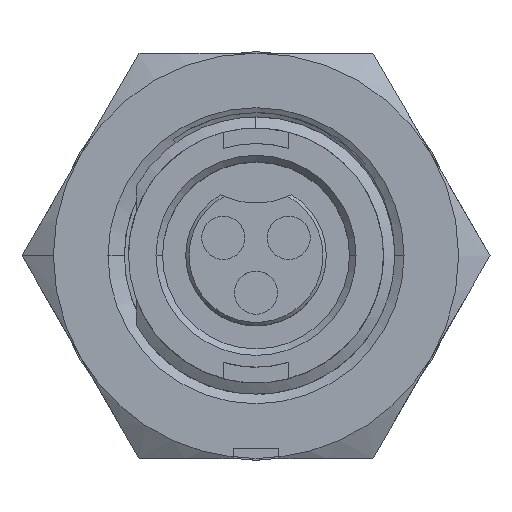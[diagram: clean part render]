
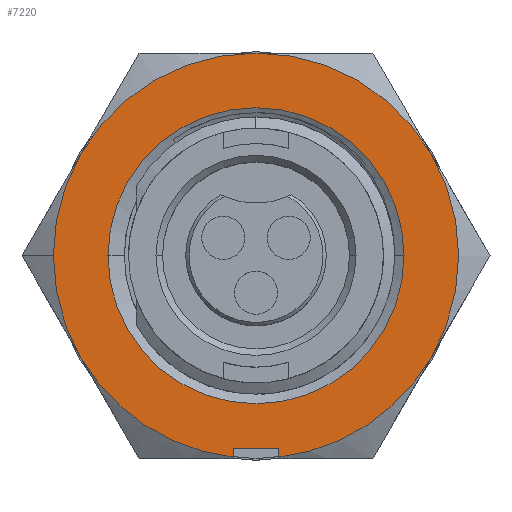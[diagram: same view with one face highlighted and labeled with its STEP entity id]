
A CAD part, top view. The second image highlights one B-rep face of the part: STEP entity #7220.
In plain terms, the highlighted planar face has unit normal (0, 0, 1).
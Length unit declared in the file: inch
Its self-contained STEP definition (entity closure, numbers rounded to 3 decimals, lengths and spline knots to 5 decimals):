
#3381 = CIRCLE ( 'NONE', #10148, 0.31 ) ;
#3464 = CARTESIAN_POINT ( 'NONE',  ( -0.2265, 0., 0.27137 ) ) ;
#3470 = CARTESIAN_POINT ( 'NONE',  ( 0.2265, 0., 0.27137 ) ) ;
#3482 = CARTESIAN_POINT ( 'NONE',  ( -0.035, -0.30802, 0.27137 ) ) ;
#3490 = CARTESIAN_POINT ( 'NONE',  ( -0.26847, 0.155, 0.27137 ) ) ;
#3493 = CARTESIAN_POINT ( 'NONE',  ( 0., 0.31, 0.27137 ) ) ;
#3502 = CARTESIAN_POINT ( 'NONE',  ( 0.26847, 0.155, 0.27137 ) ) ;
#3507 = CARTESIAN_POINT ( 'NONE',  ( 0.26847, -0.155, 0.27137 ) ) ;
#3518 = CARTESIAN_POINT ( 'NONE',  ( 0.035, -0.30802, 0.27137 ) ) ;
#3520 = CARTESIAN_POINT ( 'NONE',  ( -0.035, -0.295, 0.27137 ) ) ;
#3523 = CARTESIAN_POINT ( 'NONE',  ( 0.035, -0.295, 0.27137 ) ) ;
#4396 = DIRECTION ( 'NONE',  ( -1., 0., 0. ) ) ;
#4397 = DIRECTION ( 'NONE',  ( 0., 0., -1. ) ) ;
#4399 = CARTESIAN_POINT ( 'NONE',  ( 0., 0., 0.27137 ) ) ;
#4722 = DIRECTION ( 'NONE',  ( 1., 0., 0. ) ) ;
#4723 = DIRECTION ( 'NONE',  ( 0., 0., 1. ) ) ;
#4727 = CARTESIAN_POINT ( 'NONE',  ( 0., 0., 0.27137 ) ) ;
#4781 = DIRECTION ( 'NONE',  ( 1., 0., 0. ) ) ;
#4782 = DIRECTION ( 'NONE',  ( 0., 0., 1. ) ) ;
#4783 = CARTESIAN_POINT ( 'NONE',  ( 0., 0., 0.27137 ) ) ;
#4821 = DIRECTION ( 'NONE',  ( -1., 0., 0. ) ) ;
#4822 = DIRECTION ( 'NONE',  ( 0., 0., -1. ) ) ;
#4823 = CARTESIAN_POINT ( 'NONE',  ( 0., 0., 0.27137 ) ) ;
#4832 = DIRECTION ( 'NONE',  ( -1., 0., 0. ) ) ;
#4833 = DIRECTION ( 'NONE',  ( 0., 0., -1. ) ) ;
#4834 = CARTESIAN_POINT ( 'NONE',  ( 0., 0., 0.27137 ) ) ;
#4853 = DIRECTION ( 'NONE',  ( -1., 0., 0. ) ) ;
#4854 = DIRECTION ( 'NONE',  ( 0., 0., -1. ) ) ;
#4855 = CARTESIAN_POINT ( 'NONE',  ( 0., 0., 0.27137 ) ) ;
#4862 = DIRECTION ( 'NONE',  ( 0., 1., 0. ) ) ;
#4863 = DIRECTION ( 'NONE',  ( 0., 0., -1. ) ) ;
#4864 = CARTESIAN_POINT ( 'NONE',  ( 0., 0., 0.27137 ) ) ;
#4877 = DIRECTION ( 'NONE',  ( -1., 0., 0. ) ) ;
#4878 = DIRECTION ( 'NONE',  ( 0., 0., -1. ) ) ;
#4879 = CARTESIAN_POINT ( 'NONE',  ( 0., 0., 0.27137 ) ) ;
#4896 = DIRECTION ( 'NONE',  ( -1., 0., 0. ) ) ;
#4897 = DIRECTION ( 'NONE',  ( 0., 0., -1. ) ) ;
#4898 = CARTESIAN_POINT ( 'NONE',  ( 0., 0., 0.27137 ) ) ;
#4902 = DIRECTION ( 'NONE',  ( 1., 0., 0. ) ) ;
#4903 = CARTESIAN_POINT ( 'NONE',  ( 0.035, -0.295, 0.27137 ) ) ;
#4904 = LINE ( 'NONE', #4903, #10443 ) ;
#4905 = DIRECTION ( 'NONE',  ( 0., 1., 0. ) ) ;
#4906 = CARTESIAN_POINT ( 'NONE',  ( -0.035, -0.35188, 0.27137 ) ) ;
#4907 = LINE ( 'NONE', #4906, #10097 ) ;
#4908 = DIRECTION ( 'NONE',  ( 0., -1., 0. ) ) ;
#4909 = CARTESIAN_POINT ( 'NONE',  ( 0.035, -0.35188, 0.27137 ) ) ;
#4910 = LINE ( 'NONE', #4909, #10209 ) ;
#6094 = PLANE ( 'NONE',  #10172 ) ;
#6095 = CARTESIAN_POINT ( 'NONE',  ( 0., 0.62, 0.27137 ) ) ;
#6096 = DIRECTION ( 'NONE',  ( 0., 0., -1. ) ) ;
#6097 = DIRECTION ( 'NONE',  ( 0., 1., 0. ) ) ;
#6281 = ORIENTED_EDGE ( 'NONE', *, *, #6733, .F. ) ;
#6282 = ORIENTED_EDGE ( 'NONE', *, *, #6726, .F. ) ;
#6284 = ORIENTED_EDGE ( 'NONE', *, *, #6720, .F. ) ;
#6285 = ORIENTED_EDGE ( 'NONE', *, *, #6784, .F. ) ;
#6286 = ORIENTED_EDGE ( 'NONE', *, *, #6717, .F. ) ;
#6287 = ORIENTED_EDGE ( 'NONE', *, *, #6713, .F. ) ;
#6288 = ORIENTED_EDGE ( 'NONE', *, *, #6708, .F. ) ;
#6289 = ORIENTED_EDGE ( 'NONE', *, *, #6711, .F. ) ;
#6290 = ORIENTED_EDGE ( 'NONE', *, *, #6704, .F. ) ;
#6291 = ORIENTED_EDGE ( 'NONE', *, *, #6702, .T. ) ;
#6292 = ORIENTED_EDGE ( 'NONE', *, *, #6700, .T. ) ;
#6293 = ORIENTED_EDGE ( 'NONE', *, *, #6701, .T. ) ;
#6673 = CIRCLE ( 'NONE', #10241, 0.31 ) ;
#6674 = CIRCLE ( 'NONE', #10915, 0.31 ) ;
#6700 = EDGE_CURVE ( 'NONE', #12360, #12355, #4910, .T. ) ;
#6701 = EDGE_CURVE ( 'NONE', #12319, #12357, #4907, .T. ) ;
#6702 = EDGE_CURVE ( 'NONE', #12357, #12360, #4904, .T. ) ;
#6704 = EDGE_CURVE ( 'NONE', #12344, #12355, #7362, .T. ) ;
#6708 = EDGE_CURVE ( 'NONE', #12339, #12344, #6673, .T. ) ;
#6711 = EDGE_CURVE ( 'NONE', #12330, #12339, #6674, .T. ) ;
#6713 = EDGE_CURVE ( 'NONE', #12327, #12330, #7360, .T. ) ;
#6717 = EDGE_CURVE ( 'NONE', #12222, #12327, #7361, .T. ) ;
#6720 = EDGE_CURVE ( 'NONE', #12319, #12221, #7359, .T. ) ;
#6726 = EDGE_CURVE ( 'NONE', #12307, #12301, #7358, .T. ) ;
#6733 = EDGE_CURVE ( 'NONE', #12301, #12307, #7354, .T. ) ;
#6784 = EDGE_CURVE ( 'NONE', #12221, #12222, #3381, .T. ) ;
#7220 = ADVANCED_FACE ( 'NONE', ( #10180, #10175 ), #6094, .F. ) ;
#7354 = CIRCLE ( 'NONE', #10104, 0.2265 ) ;
#7358 = CIRCLE ( 'NONE', #10136, 0.2265 ) ;
#7359 = CIRCLE ( 'NONE', #10134, 0.31 ) ;
#7360 = CIRCLE ( 'NONE', #10371, 0.31 ) ;
#7361 = CIRCLE ( 'NONE', #10318, 0.31 ) ;
#7362 = CIRCLE ( 'NONE', #10079, 0.31 ) ;
#10079 = AXIS2_PLACEMENT_3D ( 'NONE', #4898, #4897, #4896 ) ;
#10097 = VECTOR ( 'NONE', #4905, 39.37008 ) ;
#10104 = AXIS2_PLACEMENT_3D ( 'NONE', #4727, #4723, #4722 ) ;
#10134 = AXIS2_PLACEMENT_3D ( 'NONE', #4823, #4822, #4821 ) ;
#10136 = AXIS2_PLACEMENT_3D ( 'NONE', #4783, #4782, #4781 ) ;
#10148 = AXIS2_PLACEMENT_3D ( 'NONE', #4399, #4397, #4396 ) ;
#10172 = AXIS2_PLACEMENT_3D ( 'NONE', #6095, #6096, #6097 ) ;
#10175 = FACE_BOUND ( 'NONE', #12556, .T. ) ;
#10180 = FACE_OUTER_BOUND ( 'NONE', #12552, .T. ) ;
#10209 = VECTOR ( 'NONE', #4908, 39.37008 ) ;
#10241 = AXIS2_PLACEMENT_3D ( 'NONE', #4879, #4878, #4877 ) ;
#10318 = AXIS2_PLACEMENT_3D ( 'NONE', #4834, #4833, #4832 ) ;
#10371 = AXIS2_PLACEMENT_3D ( 'NONE', #4855, #4854, #4853 ) ;
#10443 = VECTOR ( 'NONE', #4902, 39.37008 ) ;
#10915 = AXIS2_PLACEMENT_3D ( 'NONE', #4864, #4863, #4862 ) ;
#12221 = VERTEX_POINT ( 'NONE', #13273 ) ;
#12222 = VERTEX_POINT ( 'NONE', #13274 ) ;
#12301 = VERTEX_POINT ( 'NONE', #3464 ) ;
#12307 = VERTEX_POINT ( 'NONE', #3470 ) ;
#12319 = VERTEX_POINT ( 'NONE', #3482 ) ;
#12327 = VERTEX_POINT ( 'NONE', #3490 ) ;
#12330 = VERTEX_POINT ( 'NONE', #3493 ) ;
#12339 = VERTEX_POINT ( 'NONE', #3502 ) ;
#12344 = VERTEX_POINT ( 'NONE', #3507 ) ;
#12355 = VERTEX_POINT ( 'NONE', #3518 ) ;
#12357 = VERTEX_POINT ( 'NONE', #3520 ) ;
#12360 = VERTEX_POINT ( 'NONE', #3523 ) ;
#12552 = EDGE_LOOP ( 'NONE', ( #6293, #6291, #6292, #6290, #6288, #6289, #6287, #6286, #6285, #6284 ) ) ;
#12556 = EDGE_LOOP ( 'NONE', ( #6282, #6281 ) ) ;
#13273 = CARTESIAN_POINT ( 'NONE',  ( -0.26847, -0.155, 0.27137 ) ) ;
#13274 = CARTESIAN_POINT ( 'NONE',  ( -0.31, 0., 0.27137 ) ) ;
